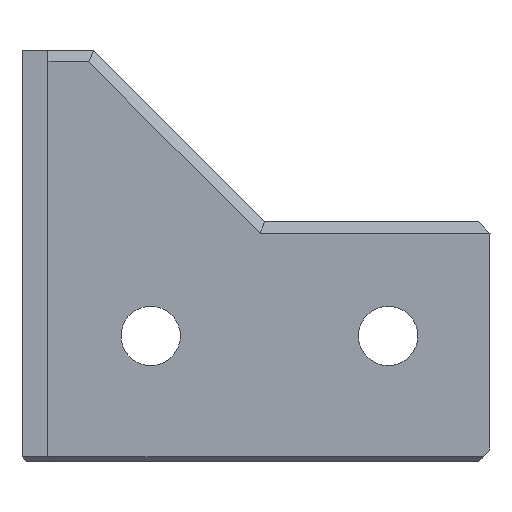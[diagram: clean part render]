
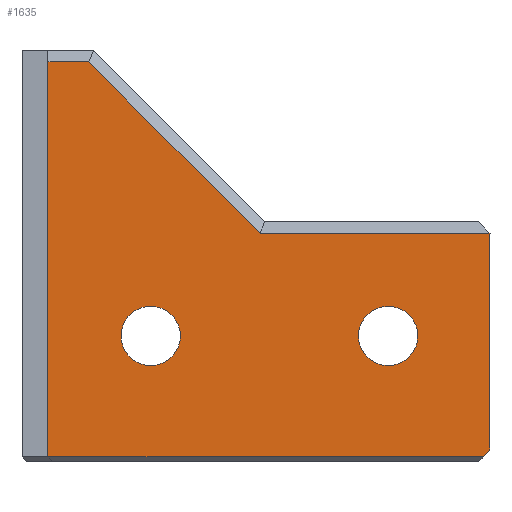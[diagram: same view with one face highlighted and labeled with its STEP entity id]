
A CAD part, left-side view. The second image highlights one B-rep face of the part: STEP entity #1635.
In plain terms, the highlighted planar face has unit normal (-1, 0, 0).
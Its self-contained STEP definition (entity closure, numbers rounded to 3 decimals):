
#132=FACE_BOUND('',#332,.T.);
#133=FACE_BOUND('',#333,.T.);
#157=CIRCLE('',#1772,2.6);
#158=CIRCLE('',#1773,2.6);
#230=FACE_OUTER_BOUND('',#331,.T.);
#331=EDGE_LOOP('',(#1348,#1349,#1350,#1351,#1352,#1353,#1354,#1355));
#332=EDGE_LOOP('',(#1356));
#333=EDGE_LOOP('',(#1357));
#379=LINE('',#2222,#522);
#428=LINE('',#2362,#571);
#455=LINE('',#2607,#598);
#464=LINE('',#2635,#607);
#466=LINE('',#2638,#609);
#488=LINE('',#3100,#631);
#489=LINE('',#3101,#632);
#490=LINE('',#3102,#633);
#522=VECTOR('',#1829,10.);
#571=VECTOR('',#1928,10.);
#598=VECTOR('',#1995,10.);
#607=VECTOR('',#2018,10.);
#609=VECTOR('',#2022,10.);
#631=VECTOR('',#2106,10.);
#632=VECTOR('',#2107,10.);
#633=VECTOR('',#2108,10.);
#659=VERTEX_POINT('',#2212);
#662=VERTEX_POINT('',#2220);
#711=VERTEX_POINT('',#2360);
#736=VERTEX_POINT('',#2604);
#737=VERTEX_POINT('',#2606);
#741=VERTEX_POINT('',#2630);
#742=VERTEX_POINT('',#2634);
#776=VERTEX_POINT('',#3099);
#777=VERTEX_POINT('',#3103);
#778=VERTEX_POINT('',#3105);
#812=EDGE_CURVE('',#662,#659,#379,.T.);
#874=EDGE_CURVE('',#711,#662,#428,.T.);
#918=EDGE_CURVE('',#736,#737,#455,.T.);
#930=EDGE_CURVE('',#742,#741,#464,.T.);
#932=EDGE_CURVE('',#737,#742,#466,.T.);
#984=EDGE_CURVE('',#776,#711,#488,.T.);
#985=EDGE_CURVE('',#776,#741,#489,.T.);
#986=EDGE_CURVE('',#659,#736,#490,.T.);
#987=EDGE_CURVE('',#777,#777,#157,.T.);
#988=EDGE_CURVE('',#778,#778,#158,.T.);
#1348=ORIENTED_EDGE('',*,*,#812,.F.);
#1349=ORIENTED_EDGE('',*,*,#874,.F.);
#1350=ORIENTED_EDGE('',*,*,#984,.F.);
#1351=ORIENTED_EDGE('',*,*,#985,.T.);
#1352=ORIENTED_EDGE('',*,*,#930,.F.);
#1353=ORIENTED_EDGE('',*,*,#932,.F.);
#1354=ORIENTED_EDGE('',*,*,#918,.F.);
#1355=ORIENTED_EDGE('',*,*,#986,.F.);
#1356=ORIENTED_EDGE('',*,*,#987,.T.);
#1357=ORIENTED_EDGE('',*,*,#988,.T.);
#1568=PLANE('',#1771);
#1635=ADVANCED_FACE('',(#230,#132,#133),#1568,.F.);
#1771=AXIS2_PLACEMENT_3D('',#3098,#2104,#2105);
#1772=AXIS2_PLACEMENT_3D('',#3104,#2109,#2110);
#1773=AXIS2_PLACEMENT_3D('',#3106,#2111,#2112);
#1829=DIRECTION('',(0.,1.,0.));
#1928=DIRECTION('',(0.,0.707,-0.707));
#1995=DIRECTION('',(0.,-1.,0.));
#2018=DIRECTION('',(0.,-1.,0.));
#2022=DIRECTION('',(0.,-0.707,-0.707));
#2104=DIRECTION('center_axis',(1.,0.,0.));
#2105=DIRECTION('ref_axis',(0.,1.,0.));
#2106=DIRECTION('',(0.,0.,-1.));
#2107=DIRECTION('',(0.,0.,1.));
#2108=DIRECTION('',(0.,0.,1.));
#2109=DIRECTION('center_axis',(1.,0.,0.));
#2110=DIRECTION('ref_axis',(0.,1.,0.));
#2111=DIRECTION('center_axis',(1.,0.,0.));
#2112=DIRECTION('ref_axis',(0.,1.,0.));
#2212=CARTESIAN_POINT('',(55.161,117.491,373.41));
#2220=CARTESIAN_POINT('',(55.161,79.364,373.41));
#2222=CARTESIAN_POINT('',(55.161,100.102,373.41));
#2360=CARTESIAN_POINT('',(55.161,78.764,374.01));
#2362=CARTESIAN_POINT('',(55.161,90.917,361.857));
#2604=CARTESIAN_POINT('',(55.161,117.491,408.01));
#2606=CARTESIAN_POINT('',(55.161,113.905,408.01));
#2607=CARTESIAN_POINT('',(55.161,108.783,408.01));
#2630=CARTESIAN_POINT('',(55.161,78.764,393.01));
#2634=CARTESIAN_POINT('',(55.161,98.905,393.01));
#2635=CARTESIAN_POINT('',(55.161,109.215,393.01));
#2638=CARTESIAN_POINT('',(55.161,95.951,390.056));
#3098=CARTESIAN_POINT('Origin',(55.161,100.939,348.574));
#3099=CARTESIAN_POINT('',(55.161,78.764,376.01));
#3100=CARTESIAN_POINT('',(55.161,78.764,375.01));
#3101=CARTESIAN_POINT('',(55.161,78.764,393.01));
#3102=CARTESIAN_POINT('',(55.161,117.491,361.792));
#3103=CARTESIAN_POINT('',(55.161,85.091,384.01));
#3104=CARTESIAN_POINT('Origin',(55.161,87.691,384.01));
#3105=CARTESIAN_POINT('',(55.161,105.891,384.01));
#3106=CARTESIAN_POINT('Origin',(55.161,108.491,384.01));
